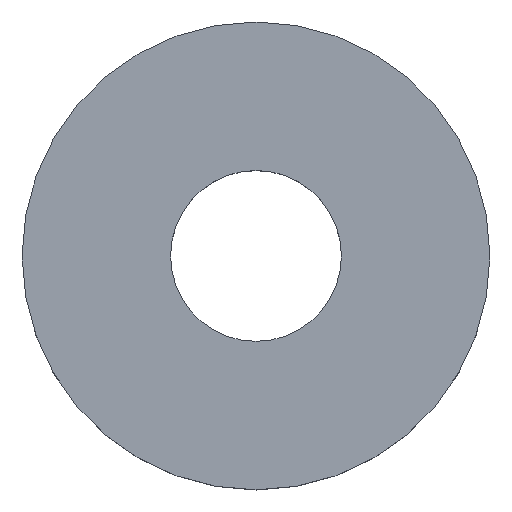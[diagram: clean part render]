
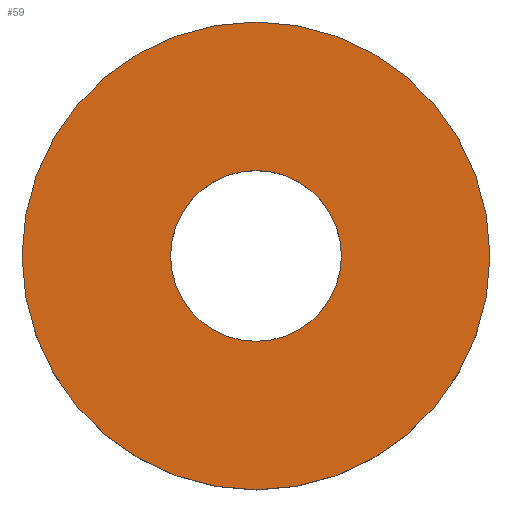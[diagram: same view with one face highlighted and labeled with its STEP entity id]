
A CAD part, top view. The second image highlights one B-rep face of the part: STEP entity #59.
In plain terms, the highlighted planar face has unit normal (0, 0, 1).
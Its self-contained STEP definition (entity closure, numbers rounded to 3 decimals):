
#55=VERTEX_POINT('',#127);
#59=ADVANCED_FACE('',(#131,#132),#133,.T.);
#67=EDGE_CURVE('',#75,#85,#142,.T.);
#75=VERTEX_POINT('',#150);
#83=EDGE_CURVE('',#55,#89,#159,.T.);
#85=VERTEX_POINT('',#161);
#89=VERTEX_POINT('',#165);
#97=EDGE_CURVE('',#89,#55,#173,.T.);
#101=EDGE_CURVE('',#85,#75,#179,.T.);
#127=CARTESIAN_POINT('',(11.5,0.,4.));
#131=FACE_OUTER_BOUND('',#200,.T.);
#132=FACE_BOUND('',#201,.T.);
#133=PLANE('',#202);
#142=CIRCLE('',#216,4.2);
#150=CARTESIAN_POINT('',(4.2,0.,4.));
#159=CIRCLE('',#236,11.5);
#161=CARTESIAN_POINT('',(-4.2,0.,4.));
#165=CARTESIAN_POINT('',(-11.5,0.,4.));
#173=CIRCLE('',#255,11.5);
#179=CIRCLE('',#262,4.2);
#200=EDGE_LOOP('',(#286,#287));
#201=EDGE_LOOP('',(#288,#289));
#202=AXIS2_PLACEMENT_3D('',#290,#291,#292);
#216=AXIS2_PLACEMENT_3D('',#303,#304,#305);
#236=AXIS2_PLACEMENT_3D('',#319,#320,#321);
#255=AXIS2_PLACEMENT_3D('',#329,#330,#331);
#262=AXIS2_PLACEMENT_3D('',#340,#341,#342);
#286=ORIENTED_EDGE('',*,*,#83,.F.);
#287=ORIENTED_EDGE('',*,*,#97,.F.);
#288=ORIENTED_EDGE('',*,*,#67,.T.);
#289=ORIENTED_EDGE('',*,*,#101,.T.);
#290=CARTESIAN_POINT('',(7.85,0.,4.));
#291=DIRECTION('',(0.0,0.0,1.0));
#292=DIRECTION('',(1.0,0.0,0.0));
#303=CARTESIAN_POINT('',(0.,0.,4.));
#304=DIRECTION('',(0.0,0.0,-1.0));
#305=DIRECTION('',(1.0,0.,0.0));
#319=CARTESIAN_POINT('',(0.,0.,4.));
#320=DIRECTION('',(0.0,0.0,-1.0));
#321=DIRECTION('',(1.0,0.,0.0));
#329=CARTESIAN_POINT('',(0.,0.,4.));
#330=DIRECTION('',(0.0,0.0,-1.0));
#331=DIRECTION('',(1.0,0.,0.0));
#340=CARTESIAN_POINT('',(0.,0.,4.));
#341=DIRECTION('',(0.0,0.0,-1.0));
#342=DIRECTION('',(1.0,0.,0.0));
